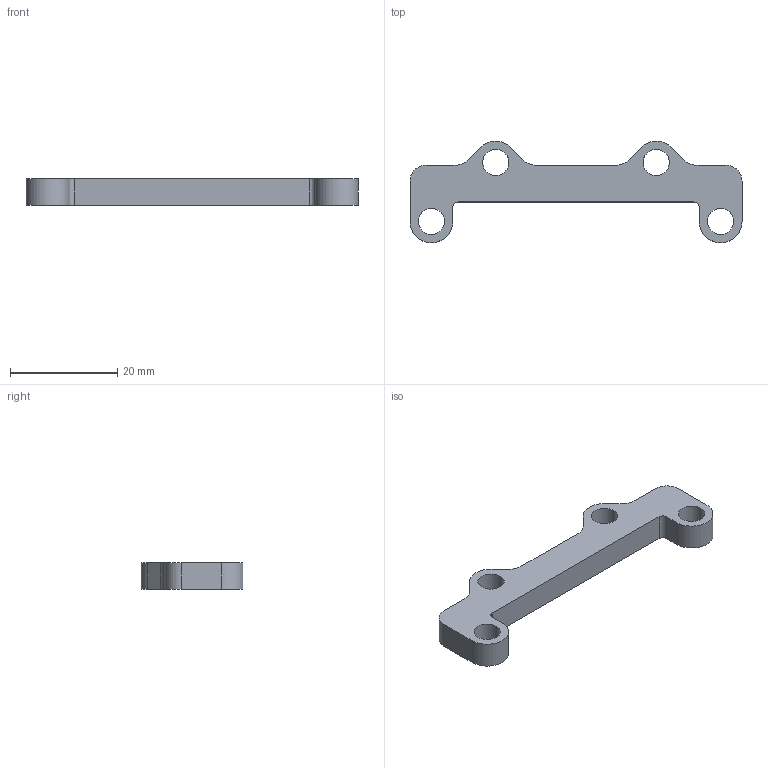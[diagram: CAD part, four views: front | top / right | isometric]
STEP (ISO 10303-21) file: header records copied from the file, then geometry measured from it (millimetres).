
FILE_DESCRIPTION (( 'STEP AP214' ), '1' );
FILE_NAME ('wk10_oled_mount.STEP', '2025-03-31T23:12:30', ( '' ), ( '' ), 'SwSTEP 2.0', 'SolidWorks 2024', '' );
FILE_SCHEMA (( 'AUTOMOTIVE_DESIGN' ));
Length unit declared in the file: millimetre
Products named in the file (1): wk10_oled_mount
Bounding box: 62 x 18.98 x 5 mm (x, y, z)
Volume: 2626.9 mm3; surface area: 2179.6 mm2
Topology: 1 solids, 1 shells, 34 faces, 96 edges, 64 vertices
Faces by surface type: cylinder 20, plane 14
Entity records: 1159 total; most frequent: DIRECTION 206, CARTESIAN_POINT 195, ORIENTED_EDGE 192, EDGE_CURVE 96, AXIS2_PLACEMENT_3D 75, VERTEX_POINT 64, VECTOR 56, LINE 56
